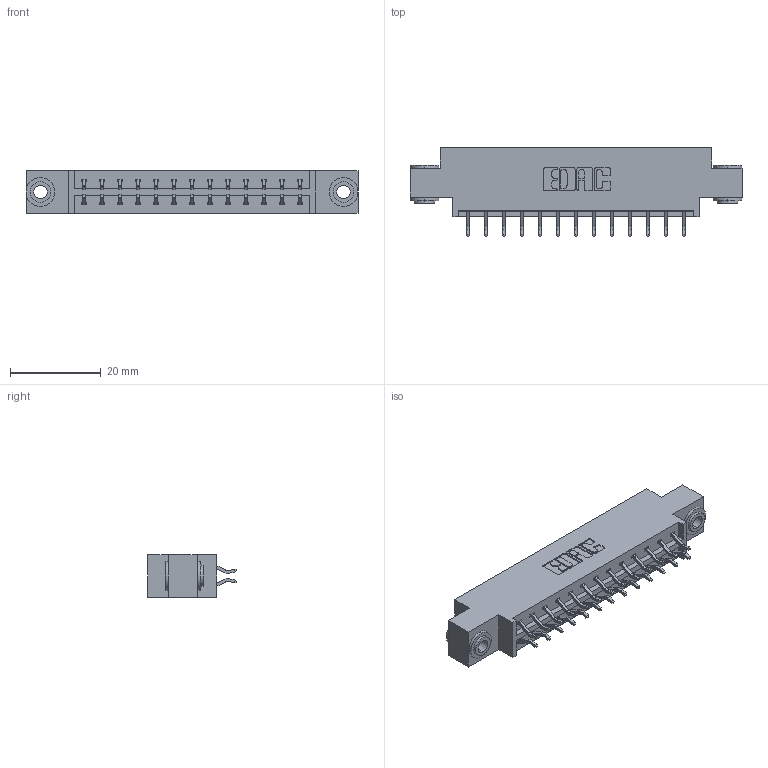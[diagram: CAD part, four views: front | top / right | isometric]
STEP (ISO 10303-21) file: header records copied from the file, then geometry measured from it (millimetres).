
FILE_DESCRIPTION (( 'STEP AP203' ), '1' );
FILE_NAME ('333-026-556-803.STEP', '2018-08-02T13:22:03', ( '' ), ( '' ), 'SwSTEP 2.0', 'SolidWorks 2016', '' );
FILE_SCHEMA (( 'CONFIG_CONTROL_DESIGN' ));
Length unit declared in the file: inch
Products named in the file (4): 333 Part_Offset - .156 Dia - TH; 345-292-001_556 Tail; 345-250-002_345-250-002-102; 333-026-556-803
Assembly tree (29 placements, depth 2):
  333-026-556-803
    333 Part_Offset - .156 Dia - TH
    345-292-001_556 Tail  x26
    345-250-002_345-250-002-102  x2
Bounding box: 73.05 x 19.57 x 9.4 mm (x, y, z)
Volume: 6977.4 mm3; surface area: 8353.5 mm2
Topology: 29 solids, 29 shells, 1664 faces, 4897 edges, 3226 vertices
Faces by surface type: plane 1124, cylinder 532, cone 8
Entity records: 13116 total; most frequent: CARTESIAN_POINT 2201, ORIENTED_EDGE 2118, DIRECTION 1953, EDGE_CURVE 1059, LINE 899, VECTOR 899, VERTEX_POINT 702, AXIS2_PLACEMENT_3D 527
